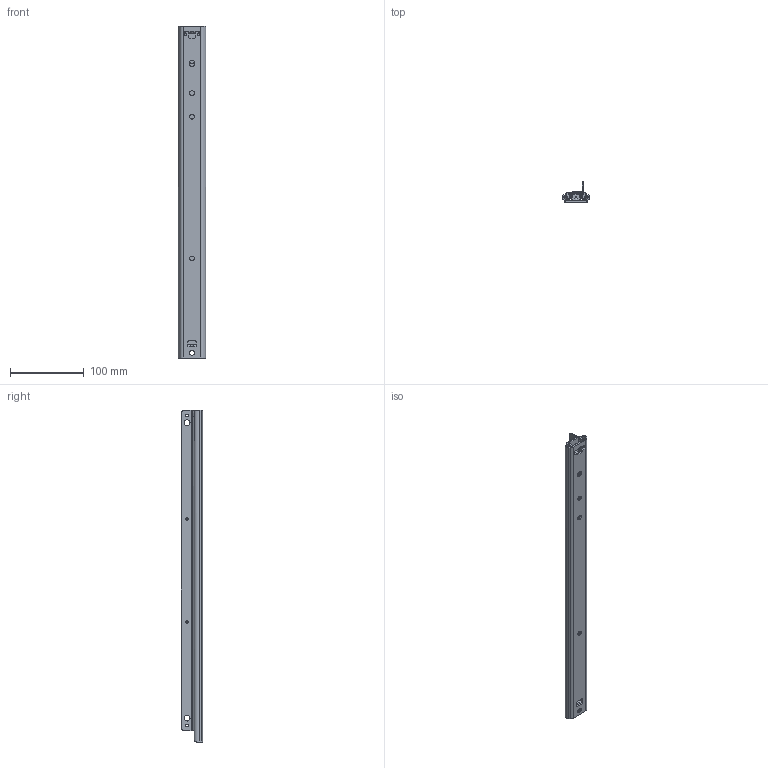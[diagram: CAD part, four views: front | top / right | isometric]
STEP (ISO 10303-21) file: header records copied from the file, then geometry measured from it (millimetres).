
FILE_DESCRIPTION(/* description */ ('Master (Parameters)'),/* implementation_level */ '2;1');
FILE_NAME(/* name */ '107-242-00-in.stp',/* time_stamp */ '2015-06-22T13:18:12+02:00',/* author */ ('W.Jans'),/* organization */ (''),/* preprocessor_version */ 'ST-DEVELOPER v15.6',/* originating_system */ 'Autodesk Inventor 2015',/* authorisation */ '');
FILE_SCHEMA (('CONFIG_CONTROL_DESIGN'));
Length unit declared in the file: millimetre
Products named in the file (10): E000031999; E000031995; E000031997; E000031994; E000031993; E000031996; E000031992; E000031229; E000031990; E000031987
Assembly tree (20 placements, depth 3):
  E000031987
    E000031999
    E000031997
      E000031995
    E000031996
      E000031994
      E000031993  x12
    E000031990
      E000031992
      E000031229
Bounding box: 37 x 28.5 x 450 mm (x, y, z)
Volume: 95984.8 mm3; surface area: 112986.2 mm2
Topology: 16 solids, 16 shells, 508 faces, 1462 edges, 966 vertices
Faces by surface type: plane 324, cylinder 168, sphere 12, bspline 4
Full cylindrical faces by diameter (mm): 3.3 x4, 5.9 x12, 6.5 x4, 8 x2, 8.1 x2
Entity records: 16775 total; most frequent: CARTESIAN_POINT 3175, ORIENTED_EDGE 2806, DIRECTION 2760, EDGE_CURVE 1403, LINE 1036, VECTOR 1036, VERTEX_POINT 944, AXIS2_PLACEMENT_3D 862
